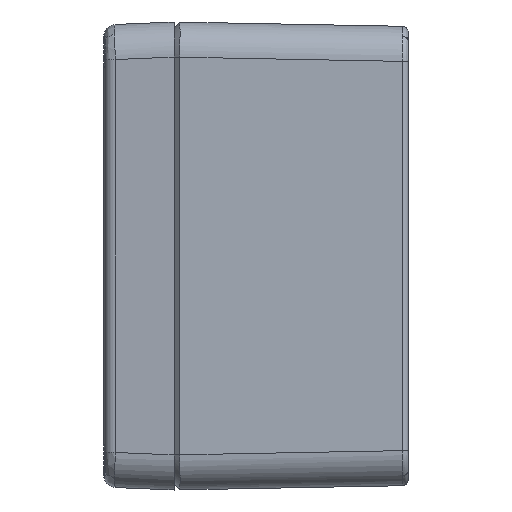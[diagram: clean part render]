
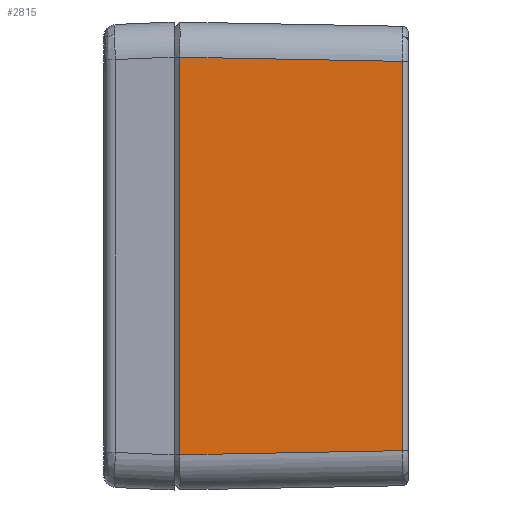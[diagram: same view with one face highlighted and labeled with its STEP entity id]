
A CAD part, left-side view. The second image highlights one B-rep face of the part: STEP entity #2815.
In plain terms, the highlighted planar face has unit normal (-1, -0.019, 0).
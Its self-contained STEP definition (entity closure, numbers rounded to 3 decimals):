
#2742 = ORIENTED_EDGE ( 'NONE', *, *, #2760, .T. ) ;
#2744 = VERTEX_POINT ( 'NONE', #13690 ) ;
#2760 = EDGE_CURVE ( 'NONE', #2768, #2744, #13738, .T. ) ;
#2768 = VERTEX_POINT ( 'NONE', #13779 ) ;
#2803 = EDGE_CURVE ( 'NONE', #2744, #6264, #13825, .T. ) ;
#2809 = EDGE_CURVE ( 'NONE', #2811, #2768, #13884, .T. ) ;
#2810 = ORIENTED_EDGE ( 'NONE', *, *, #2809, .T. ) ;
#2811 = VERTEX_POINT ( 'NONE', #13880 ) ;
#2812 = EDGE_CURVE ( 'NONE', #6264, #2811, #13879, .T. ) ;
#2813 = ORIENTED_EDGE ( 'NONE', *, *, #2812, .T. ) ;
#2814 = EDGE_LOOP ( 'NONE', ( #2813, #2810, #2742, #2831 ) ) ;
#2815 = ADVANCED_FACE ( 'NONE', ( #13875 ), #13874, .T. ) ;
#2831 = ORIENTED_EDGE ( 'NONE', *, *, #2803, .T. ) ;
#6264 = VERTEX_POINT ( 'NONE', #21362 ) ;
#13690 = CARTESIAN_POINT ( 'NONE',  ( -124.268, -39.019, -33.269 ) ) ;
#13735 = DIRECTION ( 'NONE',  ( 0.019, -1., 0.019 ) ) ;
#13736 = VECTOR ( 'NONE', #13735, 1000. ) ;
#13737 = CARTESIAN_POINT ( 'NONE',  ( -125.002, 0.112, -34.003 ) ) ;
#13738 = LINE ( 'NONE', #13737, #13736 ) ;
#13779 = CARTESIAN_POINT ( 'NONE',  ( -124.981, -1., -33.982 ) ) ;
#13822 = DIRECTION ( 'NONE',  ( 0., 0., 1. ) ) ;
#13823 = VECTOR ( 'NONE', #13822, 1000. ) ;
#13824 = CARTESIAN_POINT ( 'NONE',  ( -124.268, -39.019, 33.251 ) ) ;
#13825 = LINE ( 'NONE', #13824, #13823 ) ;
#13870 = DIRECTION ( 'NONE',  ( 0.019, -1., 0. ) ) ;
#13871 = DIRECTION ( 'NONE',  ( -1., -0.019, 0. ) ) ;
#13872 = AXIS2_PLACEMENT_3D ( 'NONE', #13873, #13871, #13870 ) ;
#13873 = CARTESIAN_POINT ( 'NONE',  ( -125., 0., -40. ) ) ;
#13874 = PLANE ( 'NONE',  #13872 ) ;
#13875 = FACE_OUTER_BOUND ( 'NONE', #2814, .T. ) ;
#13876 = DIRECTION ( 'NONE',  ( -0.019, 1., 0.019 ) ) ;
#13877 = VECTOR ( 'NONE', #13876, 1000. ) ;
#13878 = CARTESIAN_POINT ( 'NONE',  ( -124.974, -1.387, 33.975 ) ) ;
#13879 = LINE ( 'NONE', #13878, #13877 ) ;
#13880 = CARTESIAN_POINT ( 'NONE',  ( -124.981, -1., 33.982 ) ) ;
#13881 = DIRECTION ( 'NONE',  ( 0., 0., -1. ) ) ;
#13882 = VECTOR ( 'NONE', #13881, 1000. ) ;
#13883 = CARTESIAN_POINT ( 'NONE',  ( -124.981, -1., -40. ) ) ;
#13884 = LINE ( 'NONE', #13883, #13882 ) ;
#21362 = CARTESIAN_POINT ( 'NONE',  ( -124.268, -39.019, 33.269 ) ) ;
